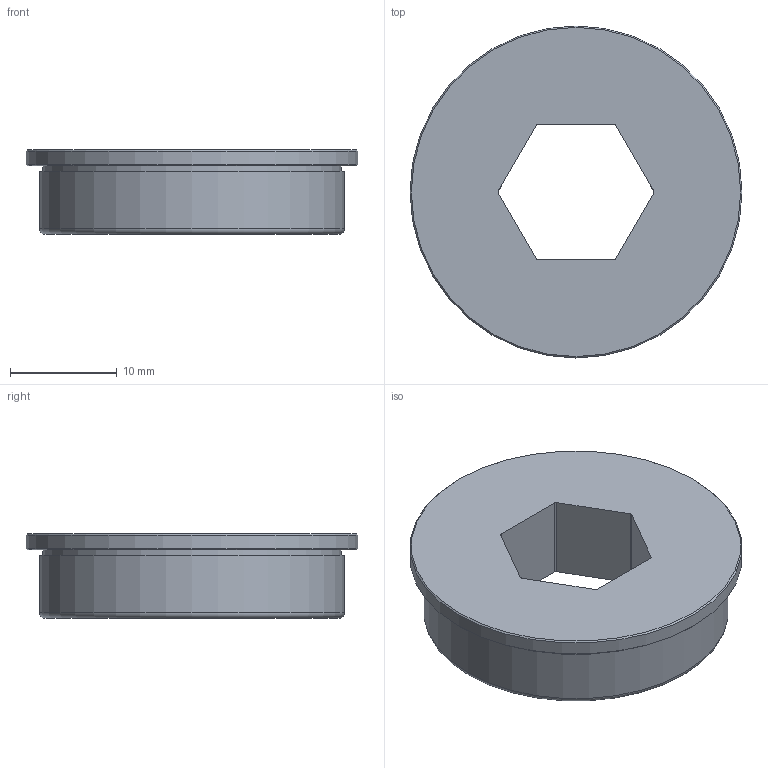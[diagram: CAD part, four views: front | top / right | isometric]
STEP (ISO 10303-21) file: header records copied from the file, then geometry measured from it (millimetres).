
FILE_DESCRIPTION(/* description */ (''),/* implementation_level */ '2;1');
FILE_NAME(/* name */ 'FR8ZZ Hex Bearing.ipt.stp',/* time_stamp */ '2016-01-07T16:38:45-08:00',/* author */ ('PhillipD'),/* organization */ (''),/* preprocessor_version */ 'ST-DEVELOPER v16.1',/* originating_system */ 'Autodesk Inventor 2016',/* authorisation */ '');
FILE_SCHEMA (('CONFIG_CONTROL_DESIGN','AUTOMOTIVE_DESIGN { 1 0 10303 214 3 1 1 }'));
Length unit declared in the file: inch
Products named in the file (1): FR8ZZ Hex Bearing
Bounding box: 31.11 x 31.11 x 7.93 mm (x, y, z)
Volume: 4137.3 mm3; surface area: 2334 mm2
Topology: 1 solids, 1 shells, 22 faces, 52 edges, 34 vertices
Faces by surface type: plane 10, cylinder 9, cone 2, torus 1
Full cylindrical faces by diameter (mm): 27.94 x1, 28.575 x1, 31.115 x1
Entity records: 661 total; most frequent: DIRECTION 112, CARTESIAN_POINT 101, ORIENTED_EDGE 90, EDGE_CURVE 45, AXIS2_PLACEMENT_3D 44, VERTEX_POINT 33, EDGE_LOOP 32, LINE 24
